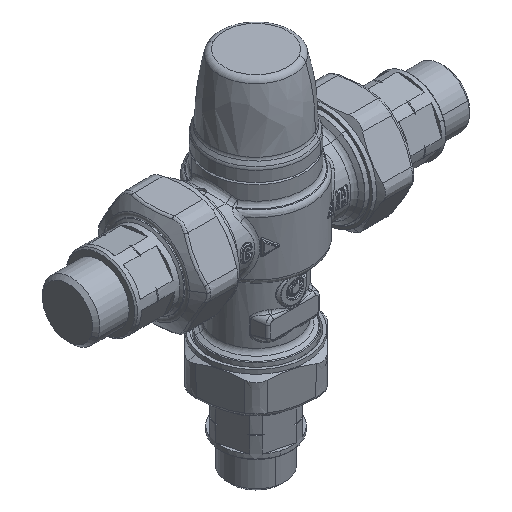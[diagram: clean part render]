
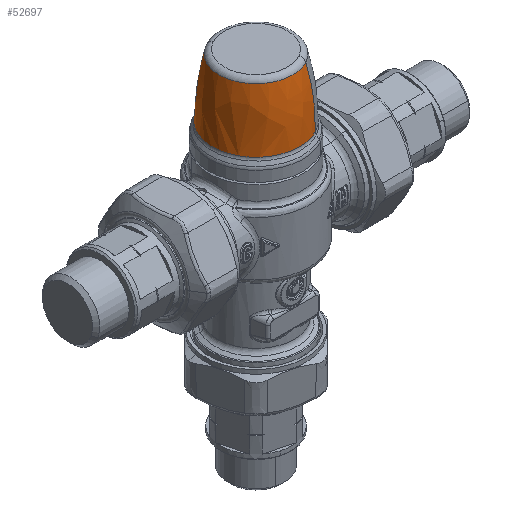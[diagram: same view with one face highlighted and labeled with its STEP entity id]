
A CAD part, isometric view. The second image highlights one B-rep face of the part: STEP entity #52697.
In plain terms, the highlighted face is a revolution surface.
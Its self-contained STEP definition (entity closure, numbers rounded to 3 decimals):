
#52619=CARTESIAN_POINT('Vertex',(6.427,-11.765,38.907)) ;
#52626=CARTESIAN_POINT('Vertex',(-6.427,11.765,38.907)) ;
#52646=CARTESIAN_POINT('Axis2P3D Location',(0.,0.,38.907)) ;
#52659=CARTESIAN_POINT('Control Point',(0.,16.01,17.513)) ;
#52660=CARTESIAN_POINT('Control Point',(0.,16.085,22.917)) ;
#52661=CARTESIAN_POINT('Control Point',(0.,15.675,28.327)) ;
#52662=CARTESIAN_POINT('Control Point',(0.,14.776,33.679)) ;
#52663=CARTESIAN_POINT('Control Point',(0.,13.407,38.907)) ;
#52664=CARTESIAN_POINT('Axis1P Location',(0.,0.,25.4)) ;
#52669=CARTESIAN_POINT('Control Point',(-7.675,14.05,17.513)) ;
#52670=CARTESIAN_POINT('Control Point',(-7.712,14.116,22.917)) ;
#52671=CARTESIAN_POINT('Control Point',(-7.515,13.756,28.327)) ;
#52672=CARTESIAN_POINT('Control Point',(-7.084,12.967,33.679)) ;
#52673=CARTESIAN_POINT('Control Point',(-6.427,11.765,38.907)) ;
#52674=CARTESIAN_POINT('Vertex',(-7.675,14.05,17.513)) ;
#52677=CARTESIAN_POINT('Axis2P3D Location',(0.,0.,17.513)) ;
#52681=CARTESIAN_POINT('Vertex',(7.675,-14.05,17.513)) ;
#52685=CARTESIAN_POINT('Control Point',(7.675,-14.05,17.513)) ;
#52686=CARTESIAN_POINT('Control Point',(7.712,-14.116,22.917)) ;
#52687=CARTESIAN_POINT('Control Point',(7.515,-13.756,28.327)) ;
#52688=CARTESIAN_POINT('Control Point',(7.084,-12.967,33.679)) ;
#52689=CARTESIAN_POINT('Control Point',(6.427,-11.765,38.907)) ;
#52647=DIRECTION('Axis2P3D Direction',(0.,-0.,1.)) ;
#52665=DIRECTION('Axis1P Direction',(0.,0.,1.)) ;
#52678=DIRECTION('Axis2P3D Direction',(0.,0.,1.)) ;
#52648=AXIS2_PLACEMENT_3D('Circle Axis2P3D',#52646,#52647,$) ;
#52679=AXIS2_PLACEMENT_3D('Circle Axis2P3D',#52677,#52678,$) ;
#52649=CIRCLE('generated circle',#52648,13.407) ;
#52680=CIRCLE('generated circle',#52679,16.01) ;
#52667=SURFACE_OF_REVOLUTION('Surface of Revolution',#52658,#52666) ;
#52666=AXIS1_PLACEMENT('Revolution Surface Axis1P',#52664,#52665) ;
#52650=EDGE_CURVE('',#52627,#52620,#52649,.T.) ;
#52676=EDGE_CURVE('',#52675,#52627,#52668,.T.) ;
#52683=EDGE_CURVE('',#52682,#52675,#52680,.F.) ;
#52690=EDGE_CURVE('',#52682,#52620,#52684,.T.) ;
#52692=ORIENTED_EDGE('',*,*,#52650,.F.) ;
#52693=ORIENTED_EDGE('',*,*,#52676,.F.) ;
#52694=ORIENTED_EDGE('',*,*,#52683,.F.) ;
#52695=ORIENTED_EDGE('',*,*,#52690,.T.) ;
#52691=EDGE_LOOP('',(#52692,#52693,#52694,#52695)) ;
#52620=VERTEX_POINT('',#52619) ;
#52627=VERTEX_POINT('',#52626) ;
#52675=VERTEX_POINT('',#52674) ;
#52682=VERTEX_POINT('',#52681) ;
#52697=ADVANCED_FACE('PartBody',(#52696),#52667,.T.) ;
#52658=B_SPLINE_CURVE_WITH_KNOTS('',4,(#52659,#52660,#52661,#52662,#52663),.UNSPECIFIED.,.F.,.U.,(5,5),(501.532,523.149),.UNSPECIFIED.) ;
#52668=B_SPLINE_CURVE_WITH_KNOTS('',4,(#52669,#52670,#52671,#52672,#52673),.UNSPECIFIED.,.F.,.U.,(5,5),(501.532,523.149),.UNSPECIFIED.) ;
#52684=B_SPLINE_CURVE_WITH_KNOTS('',4,(#52685,#52686,#52687,#52688,#52689),.UNSPECIFIED.,.F.,.U.,(5,5),(501.532,523.149),.UNSPECIFIED.) ;
#52696=FACE_OUTER_BOUND('',#52691,.T.) ;
